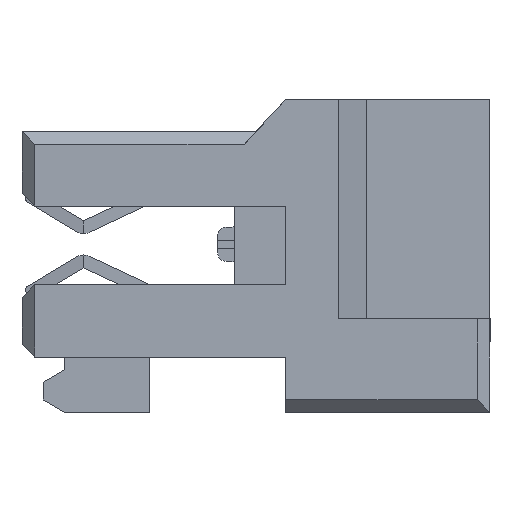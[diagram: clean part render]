
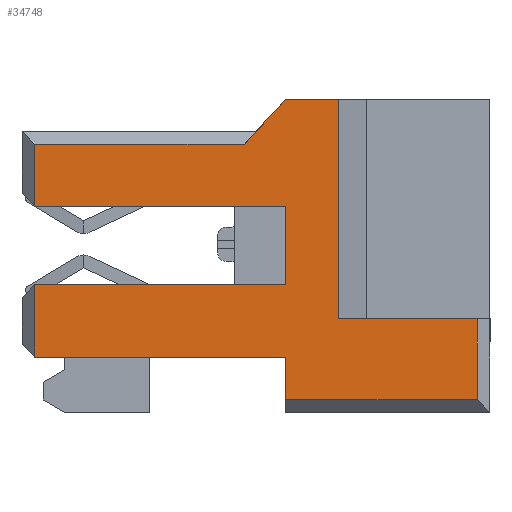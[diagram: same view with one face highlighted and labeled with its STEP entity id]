
A CAD part, left-side view. The second image highlights one B-rep face of the part: STEP entity #34748.
In plain terms, the highlighted face is planar.
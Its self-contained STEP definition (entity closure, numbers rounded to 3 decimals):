
#2218=ORIENTED_EDGE('',*,*,#9727,.T.);
#2219=ORIENTED_EDGE('',*,*,#9535,.T.);
#2220=ORIENTED_EDGE('',*,*,#9898,.T.);
#2221=ORIENTED_EDGE('',*,*,#9899,.T.);
#2222=ORIENTED_EDGE('',*,*,#9690,.T.);
#2223=ORIENTED_EDGE('',*,*,#9685,.T.);
#2224=ORIENTED_EDGE('',*,*,#9900,.T.);
#2225=ORIENTED_EDGE('',*,*,#9901,.T.);
#2226=ORIENTED_EDGE('',*,*,#9902,.T.);
#2227=ORIENTED_EDGE('',*,*,#9903,.T.);
#2228=ORIENTED_EDGE('',*,*,#9531,.T.);
#2229=ORIENTED_EDGE('',*,*,#9528,.T.);
#2230=ORIENTED_EDGE('',*,*,#9725,.T.);
#2231=ORIENTED_EDGE('',*,*,#9904,.T.);
#9528=EDGE_CURVE('',#13421,#13423,#15995,.T.);
#9531=EDGE_CURVE('',#13424,#13421,#15998,.T.);
#9535=EDGE_CURVE('',#13427,#13429,#16002,.T.);
#9685=EDGE_CURVE('',#13540,#13538,#16126,.T.);
#9690=EDGE_CURVE('',#13542,#13540,#16131,.T.);
#9725=EDGE_CURVE('',#13423,#13569,#16163,.T.);
#9727=EDGE_CURVE('',#13571,#13427,#16165,.T.);
#9898=EDGE_CURVE('',#13429,#13713,#16336,.T.);
#9899=EDGE_CURVE('',#13713,#13542,#16337,.T.);
#9900=EDGE_CURVE('',#13538,#13714,#16338,.T.);
#9901=EDGE_CURVE('',#13714,#13715,#16339,.T.);
#9902=EDGE_CURVE('',#13715,#13716,#16340,.T.);
#9903=EDGE_CURVE('',#13716,#13424,#16341,.T.);
#9904=EDGE_CURVE('',#13569,#13571,#16342,.T.);
#13421=VERTEX_POINT('',#46376);
#13423=VERTEX_POINT('',#46380);
#13424=VERTEX_POINT('',#46384);
#13427=VERTEX_POINT('',#46391);
#13429=VERTEX_POINT('',#46395);
#13538=VERTEX_POINT('',#46704);
#13540=VERTEX_POINT('',#46707);
#13542=VERTEX_POINT('',#46713);
#13569=VERTEX_POINT('',#46784);
#13571=VERTEX_POINT('',#46790);
#13713=VERTEX_POINT('',#47108);
#13714=VERTEX_POINT('',#47111);
#13715=VERTEX_POINT('',#47113);
#13716=VERTEX_POINT('',#47115);
#15995=LINE('',#46381,#18970);
#15998=LINE('',#46387,#18973);
#16002=LINE('',#46396,#18977);
#16126=LINE('',#46706,#19101);
#16131=LINE('',#46716,#19106);
#16163=LINE('',#46785,#19138);
#16165=LINE('',#46789,#19140);
#16336=LINE('',#47107,#19311);
#16337=LINE('',#47109,#19312);
#16338=LINE('',#47110,#19313);
#16339=LINE('',#47112,#19314);
#16340=LINE('',#47114,#19315);
#16341=LINE('',#47116,#19316);
#16342=LINE('',#47117,#19317);
#18970=VECTOR('',#38648,1000.);
#18973=VECTOR('',#38653,1000.);
#18977=VECTOR('',#38659,1000.);
#19101=VECTOR('',#38935,1000.);
#19106=VECTOR('',#38942,1000.);
#19138=VECTOR('',#38996,1000.);
#19140=VECTOR('',#39000,1000.);
#19311=VECTOR('',#39181,1000.);
#19312=VECTOR('',#39182,1000.);
#19313=VECTOR('',#39183,1000.);
#19314=VECTOR('',#39184,1000.);
#19315=VECTOR('',#39185,1000.);
#19316=VECTOR('',#39186,1000.);
#19317=VECTOR('',#39187,1000.);
#21778=EDGE_LOOP('',(#2218,#2219,#2220,#2221,#2222,#2223,#2224,#2225,#2226,
#2227,#2228,#2229,#2230,#2231));
#23203=FACE_BOUND('',#21778,.T.);
#24598=PLANE('',#36133);
#34748=ADVANCED_FACE('',(#23203),#24598,.F.);
#36133=AXIS2_PLACEMENT_3D('',#47106,#39179,#39180);
#38648=DIRECTION('',(0.,0.,-1.));
#38653=DIRECTION('',(0.,-1.,0.));
#38659=DIRECTION('',(0.,0.,-1.));
#38935=DIRECTION('',(0.,0.,1.));
#38942=DIRECTION('',(0.,1.,0.));
#38996=DIRECTION('',(0.,1.,0.));
#39000=DIRECTION('',(0.,-1.,0.));
#39179=DIRECTION('',(-1.,0.,0.));
#39180=DIRECTION('',(0.,0.,1.));
#39181=DIRECTION('',(0.,1.,0.));
#39182=DIRECTION('',(0.,0.,-1.));
#39183=DIRECTION('',(0.,-1.,0.));
#39184=DIRECTION('',(0.,0.,1.));
#39185=DIRECTION('',(0.,-1.,0.));
#39186=DIRECTION('',(0.,-0.682,-0.731));
#39187=DIRECTION('',(0.,0.,-1.));
#46376=CARTESIAN_POINT('',(10.,0.3,2.625));
#46380=CARTESIAN_POINT('',(10.,0.3,1.175));
#46381=CARTESIAN_POINT('',(10.,0.3,3.675));
#46384=CARTESIAN_POINT('',(10.,5.22,2.625));
#46387=CARTESIAN_POINT('',(10.,11.,2.625));
#46391=CARTESIAN_POINT('',(10.,0.3,-0.675));
#46395=CARTESIAN_POINT('',(10.,0.3,-2.375));
#46396=CARTESIAN_POINT('',(10.,0.3,3.675));
#46704=CARTESIAN_POINT('',(10.,10.7,-1.475));
#46706=CARTESIAN_POINT('',(10.,10.7,-1.475));
#46707=CARTESIAN_POINT('',(10.,10.7,-3.375));
#46713=CARTESIAN_POINT('',(10.,6.2,-3.375));
#46716=CARTESIAN_POINT('',(10.,11.,-3.375));
#46784=CARTESIAN_POINT('',(10.,6.2,1.175));
#46785=CARTESIAN_POINT('',(10.,0.,1.175));
#46789=CARTESIAN_POINT('',(10.,6.2,-0.675));
#46790=CARTESIAN_POINT('',(10.,6.2,-0.675));
#47106=CARTESIAN_POINT('',(10.,11.,3.675));
#47107=CARTESIAN_POINT('',(10.,0.,-2.375));
#47108=CARTESIAN_POINT('',(10.,6.2,-2.375));
#47109=CARTESIAN_POINT('',(10.,6.2,-2.375));
#47110=CARTESIAN_POINT('',(10.,11.,-1.475));
#47111=CARTESIAN_POINT('',(10.,7.45,-1.475));
#47112=CARTESIAN_POINT('',(10.,7.45,-1.475));
#47113=CARTESIAN_POINT('',(10.,7.45,3.675));
#47114=CARTESIAN_POINT('',(10.,11.,3.675));
#47115=CARTESIAN_POINT('',(10.,6.2,3.675));
#47116=CARTESIAN_POINT('',(10.,6.2,3.675));
#47117=CARTESIAN_POINT('',(10.,6.2,1.175));
